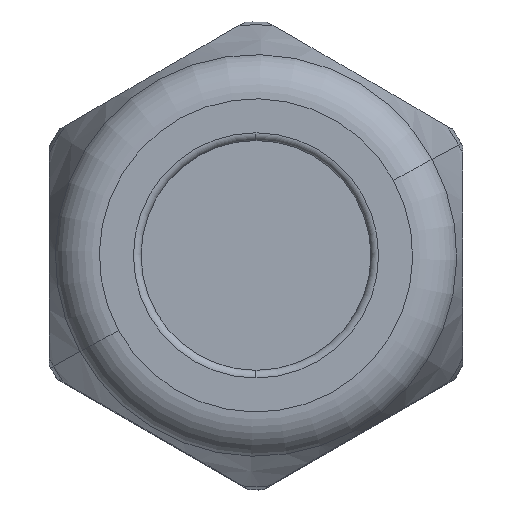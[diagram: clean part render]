
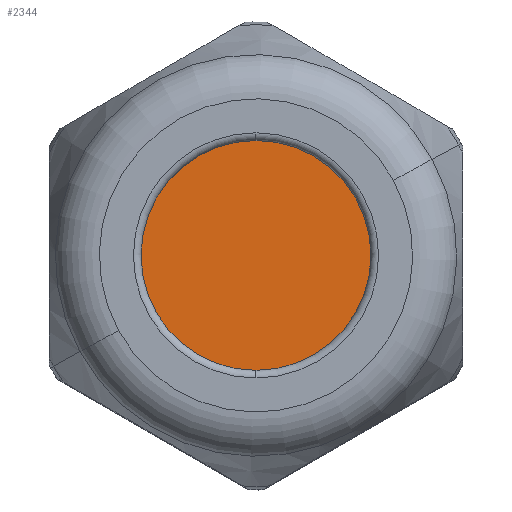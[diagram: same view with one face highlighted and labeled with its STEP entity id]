
A CAD part, top view. The second image highlights one B-rep face of the part: STEP entity #2344.
In plain terms, the highlighted planar face has unit normal (0, 0, 1).
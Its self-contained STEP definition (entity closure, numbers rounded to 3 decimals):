
#2296=AXIS2_PLACEMENT_3D('Circle Axis2P3D',#2294,#2295,$) ;
#2315=AXIS2_PLACEMENT_3D('Circle Axis2P3D',#2313,#2314,$) ;
#2338=AXIS2_PLACEMENT_3D('Plane Axis2P3D',#2335,#2336,#2337) ;
#2291=CARTESIAN_POINT('Vertex',(18.932,5.308,39.632)) ;
#2294=CARTESIAN_POINT('Axis2P3D Location',(13.5,15.25,39.632)) ;
#2298=CARTESIAN_POINT('Vertex',(8.068,25.192,39.632)) ;
#2313=CARTESIAN_POINT('Axis2P3D Location',(13.5,15.25,39.632)) ;
#2335=CARTESIAN_POINT('Axis2P3D Location',(13.5,15.25,39.632)) ;
#2295=DIRECTION('Axis2P3D Direction',(0.,0.,-1.)) ;
#2314=DIRECTION('Axis2P3D Direction',(0.,0.,-1.)) ;
#2336=DIRECTION('Axis2P3D Direction',(0.,0.,1.)) ;
#2337=DIRECTION('Axis2P3D XDirection',(1.,0.,0.)) ;
#2341=ORIENTED_EDGE('',*,*,#2317,.T.) ;
#2342=ORIENTED_EDGE('',*,*,#2300,.T.) ;
#2344=ADVANCED_FACE('Sealing',(#2343),#2339,.T.) ;
#2297=CIRCLE('generated circle',#2296,11.329) ;
#2316=CIRCLE('generated circle',#2315,11.329) ;
#2300=EDGE_CURVE('',#2299,#2292,#2297,.F.) ;
#2317=EDGE_CURVE('',#2292,#2299,#2316,.F.) ;
#2340=EDGE_LOOP('',(#2341,#2342)) ;
#2343=FACE_OUTER_BOUND('',#2340,.T.) ;
#2339=PLANE('',#2338) ;
#2292=VERTEX_POINT('',#2291) ;
#2299=VERTEX_POINT('',#2298) ;
